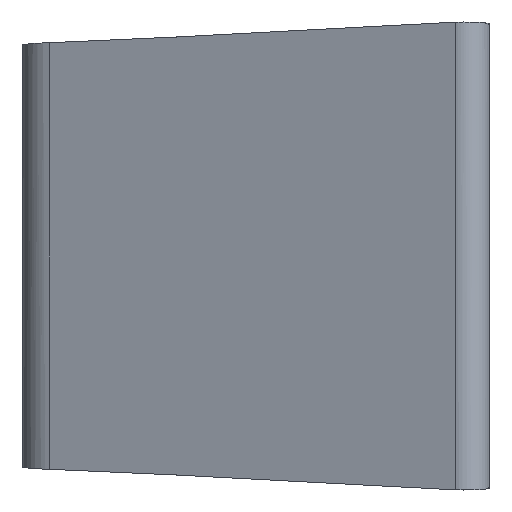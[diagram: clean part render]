
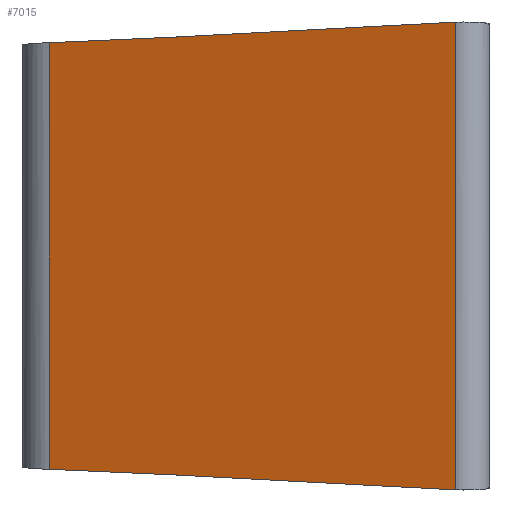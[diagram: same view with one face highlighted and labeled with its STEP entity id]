
A CAD part, left-side view. The second image highlights one B-rep face of the part: STEP entity #7015.
In plain terms, the highlighted planar face has unit normal (-0.94, 0.342, 0).
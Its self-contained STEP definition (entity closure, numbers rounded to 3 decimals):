
#104 = VECTOR ( 'NONE', #11184, 1000. ) ;
#909 = CARTESIAN_POINT ( 'NONE',  ( 26.761, 333.336, 208.406 ) ) ;
#1241 = EDGE_CURVE ( 'NONE', #5285, #6957, #9237, .T. ) ;
#1386 = EDGE_CURVE ( 'NONE', #3475, #1794, #3702, .T. ) ;
#1794 = VERTEX_POINT ( 'NONE', #2865 ) ;
#1890 = EDGE_CURVE ( 'NONE', #6957, #8694, #4085, .T. ) ;
#2086 = EDGE_CURVE ( 'NONE', #8694, #3475, #2433, .T. ) ;
#2152 = DIRECTION ( 'NONE',  ( 0., 0., -1. ) ) ;
#2433 = LINE ( 'NONE', #4381, #8209 ) ;
#2732 = CARTESIAN_POINT ( 'NONE',  ( -82.168, 34.058, -224.345 ) ) ;
#2865 = CARTESIAN_POINT ( 'NONE',  ( 12.196, 293.32, -210.537 ) ) ;
#2949 = DIRECTION ( 'NONE',  ( 0.342, 0.94, 0. ) ) ;
#2996 = ORIENTED_EDGE ( 'NONE', *, *, #10451, .F. ) ;
#3475 = VERTEX_POINT ( 'NONE', #3883 ) ;
#3702 = LINE ( 'NONE', #2732, #5133 ) ;
#3883 = CARTESIAN_POINT ( 'NONE',  ( -85.992, 23.551, -224.904 ) ) ;
#4054 = FACE_OUTER_BOUND ( 'NONE', #9433, .T. ) ;
#4085 = LINE ( 'NONE', #6346, #9146 ) ;
#4225 = CARTESIAN_POINT ( 'NONE',  ( 26.761, 333.336, -208.406 ) ) ;
#4293 = CARTESIAN_POINT ( 'NONE',  ( 56.014, 413.709, 226.5 ) ) ;
#4381 = CARTESIAN_POINT ( 'NONE',  ( -85.992, 23.551, -226.5 ) ) ;
#4647 = CARTESIAN_POINT ( 'NONE',  ( 56.014, 413.709, 205.11 ) ) ;
#4688 = ORIENTED_EDGE ( 'NONE', *, *, #2086, .F. ) ;
#4761 = ORIENTED_EDGE ( 'NONE', *, *, #6573, .T. ) ;
#5133 = VECTOR ( 'NONE', #6103, 1000. ) ;
#5146 = PLANE ( 'NONE',  #9315 ) ;
#5285 = VERTEX_POINT ( 'NONE', #4647 ) ;
#5496 = CARTESIAN_POINT ( 'NONE',  ( 41.369, 373.473, 206.596 ) ) ;
#5604 = CARTESIAN_POINT ( 'NONE',  ( 12.196, 293.32, -210.537 ) ) ;
#5854 = VERTEX_POINT ( 'NONE', #12264 ) ;
#6103 = DIRECTION ( 'NONE',  ( 0.342, 0.939, 0.05 ) ) ;
#6346 = CARTESIAN_POINT ( 'NONE',  ( -82.168, 34.058, 224.345 ) ) ;
#6573 = EDGE_CURVE ( 'NONE', #5285, #5854, #11254, .T. ) ;
#6957 = VERTEX_POINT ( 'NONE', #11969 ) ;
#7015 = ADVANCED_FACE ( 'NONE', ( #4054 ), #5146, .F. ) ;
#8209 = VECTOR ( 'NONE', #2152, 1000. ) ;
#8694 = VERTEX_POINT ( 'NONE', #9113 ) ;
#8711 = ORIENTED_EDGE ( 'NONE', *, *, #1890, .F. ) ;
#8725 = CARTESIAN_POINT ( 'NONE',  ( 56.014, 413.709, -205.11 ) ) ;
#9113 = CARTESIAN_POINT ( 'NONE',  ( -85.992, 23.551, 224.904 ) ) ;
#9146 = VECTOR ( 'NONE', #9780, 1000. ) ;
#9237 =( BOUNDED_CURVE ( )  B_SPLINE_CURVE ( 3, ( #11533, #5496, #909, #11145 ),
 .UNSPECIFIED., .F., .T. ) 
 B_SPLINE_CURVE_WITH_KNOTS ( ( 4, 4 ),
 ( 1.672, 1.716 ),
 .UNSPECIFIED. ) 
 CURVE ( )  GEOMETRIC_REPRESENTATION_ITEM ( )  RATIONAL_B_SPLINE_CURVE ( ( 1., 1., 1., 1. ) ) 
 REPRESENTATION_ITEM ( '' )  );
#9315 = AXIS2_PLACEMENT_3D ( 'NONE', #9666, #13082, #2949 ) ;
#9420 = ORIENTED_EDGE ( 'NONE', *, *, #1241, .F. ) ;
#9433 = EDGE_LOOP ( 'NONE', ( #8711, #9420, #4761, #2996, #10986, #4688 ) ) ;
#9643 =( BOUNDED_CURVE ( )  B_SPLINE_CURVE ( 3, ( #5604, #4225, #10138, #8725 ),
 .UNSPECIFIED., .F., .F. ) 
 B_SPLINE_CURVE_WITH_KNOTS ( ( 4, 4 ),
 ( 4.567, 4.611 ),
 .UNSPECIFIED. ) 
 CURVE ( )  GEOMETRIC_REPRESENTATION_ITEM ( )  RATIONAL_B_SPLINE_CURVE ( ( 1., 1., 1., 1. ) ) 
 REPRESENTATION_ITEM ( '' )  );
#9666 = CARTESIAN_POINT ( 'NONE',  ( -86.008, 23.507, 0. ) ) ;
#9780 = DIRECTION ( 'NONE',  ( -0.342, -0.939, 0.05 ) ) ;
#10138 = CARTESIAN_POINT ( 'NONE',  ( 41.369, 373.473, -206.596 ) ) ;
#10451 = EDGE_CURVE ( 'NONE', #1794, #5854, #9643, .T. ) ;
#10986 = ORIENTED_EDGE ( 'NONE', *, *, #1386, .F. ) ;
#11145 = CARTESIAN_POINT ( 'NONE',  ( 12.196, 293.32, 210.537 ) ) ;
#11184 = DIRECTION ( 'NONE',  ( 0., 0., -1. ) ) ;
#11254 = LINE ( 'NONE', #4293, #104 ) ;
#11533 = CARTESIAN_POINT ( 'NONE',  ( 56.014, 413.709, 205.11 ) ) ;
#11969 = CARTESIAN_POINT ( 'NONE',  ( 12.196, 293.32, 210.537 ) ) ;
#12264 = CARTESIAN_POINT ( 'NONE',  ( 56.014, 413.709, -205.11 ) ) ;
#13082 = DIRECTION ( 'NONE',  ( 0.94, -0.342, 0. ) ) ;
